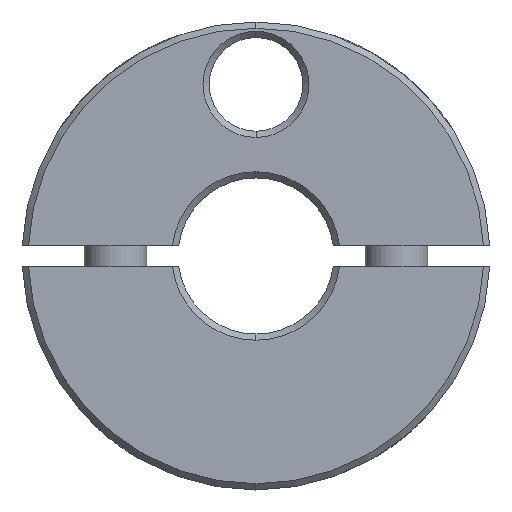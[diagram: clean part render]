
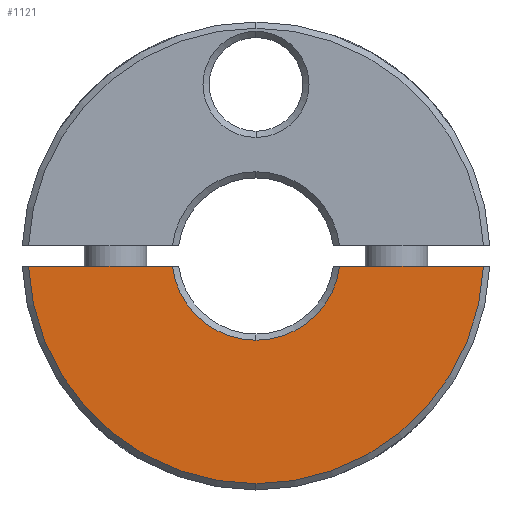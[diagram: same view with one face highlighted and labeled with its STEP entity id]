
A CAD part, front view. The second image highlights one B-rep face of the part: STEP entity #1121.
In plain terms, the highlighted planar face has unit normal (0, -1, 0).
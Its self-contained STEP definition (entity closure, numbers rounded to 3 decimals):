
#749=EDGE_CURVE('',#1467,#1373,#1787,.T.);
#813=VERTEX_POINT('',#1858);
#899=VERTEX_POINT('',#1955);
#931=VERTEX_POINT('',#1987);
#1085=EDGE_CURVE('',#899,#1467,#2168,.T.);
#1121=ADVANCED_FACE('',(#2208),#2209,.T.);
#1357=EDGE_CURVE('',#1485,#1373,#2482,.T.);
#1369=EDGE_CURVE('',#931,#899,#2496,.T.);
#1373=VERTEX_POINT('',#2500);
#1375=EDGE_CURVE('',#813,#1485,#2502,.T.);
#1409=EDGE_CURVE('',#813,#931,#2544,.T.);
#1467=VERTEX_POINT('',#2606);
#1485=VERTEX_POINT('',#2626);
#1787=LINE('',#3101,#3102);
#1858=CARTESIAN_POINT('',(-8.038,-13.0,-1.0));
#1955=CARTESIAN_POINT('',(0.,-13.,-21.9));
#1987=CARTESIAN_POINT('',(-21.877,-13.0,-1.0));
#2168=CIRCLE('',#3686,21.9);
#2208=FACE_OUTER_BOUND('',#3750,.T.);
#2209=PLANE('',#3751);
#2482=CIRCLE('',#4179,8.1);
#2496=CIRCLE('',#4197,21.9);
#2500=CARTESIAN_POINT('',(8.038,-13.0,-1.0));
#2502=CIRCLE('',#4204,8.1);
#2544=LINE('',#4300,#4301);
#2606=CARTESIAN_POINT('',(21.877,-13.0,-1.0));
#2626=CARTESIAN_POINT('',(0.,-13.,-8.1));
#3101=CARTESIAN_POINT('',(22.5,-13.,-1.0));
#3102=VECTOR('',#4874,1.0);
#3686=AXIS2_PLACEMENT_3D('',#5330,#5331,#5332);
#3750=EDGE_LOOP('',(#5370,#5371,#5372,#5373,#5374,#5375));
#3751=AXIS2_PLACEMENT_3D('',#5376,#5377,#5378);
#4179=AXIS2_PLACEMENT_3D('',#5741,#5742,#5743);
#4197=AXIS2_PLACEMENT_3D('',#5764,#5765,#5766);
#4204=AXIS2_PLACEMENT_3D('',#5767,#5768,#5769);
#4300=CARTESIAN_POINT('',(6.5,-13.,-1.0));
#4301=VECTOR('',#5836,1.0);
#4874=DIRECTION('',(-1.0,0.,0.));
#5330=CARTESIAN_POINT('',(0.,-13.,0.));
#5331=DIRECTION('',(0.,-1.0,0.));
#5332=DIRECTION('',(0.,0.,1.0));
#5370=ORIENTED_EDGE('',*,*,#749,.T.);
#5371=ORIENTED_EDGE('',*,*,#1357,.F.);
#5372=ORIENTED_EDGE('',*,*,#1375,.F.);
#5373=ORIENTED_EDGE('',*,*,#1409,.T.);
#5374=ORIENTED_EDGE('',*,*,#1369,.T.);
#5375=ORIENTED_EDGE('',*,*,#1085,.T.);
#5376=CARTESIAN_POINT('',(0.,-13.,15.));
#5377=DIRECTION('',(0.,-1.0,0.));
#5378=DIRECTION('',(0.,0.,1.0));
#5741=CARTESIAN_POINT('',(0.,-13.,0.));
#5742=DIRECTION('',(0.,-1.0,0.));
#5743=DIRECTION('',(0.,0.,1.0));
#5764=CARTESIAN_POINT('',(0.,-13.,0.));
#5765=DIRECTION('',(0.,-1.0,0.));
#5766=DIRECTION('',(0.,0.,1.0));
#5767=CARTESIAN_POINT('',(0.,-13.,0.));
#5768=DIRECTION('',(0.,-1.0,0.));
#5769=DIRECTION('',(0.,0.,1.0));
#5836=DIRECTION('',(-1.0,0.,0.));
